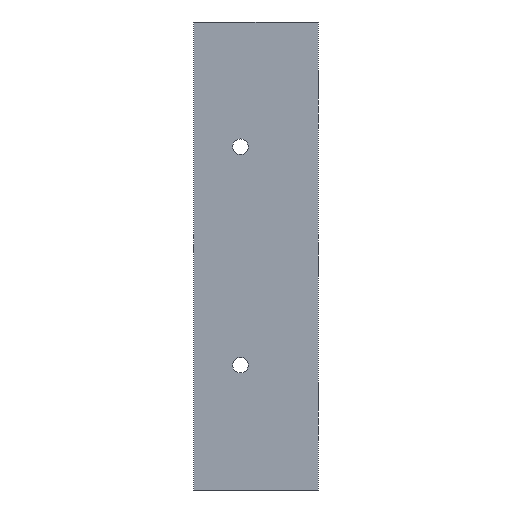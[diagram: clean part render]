
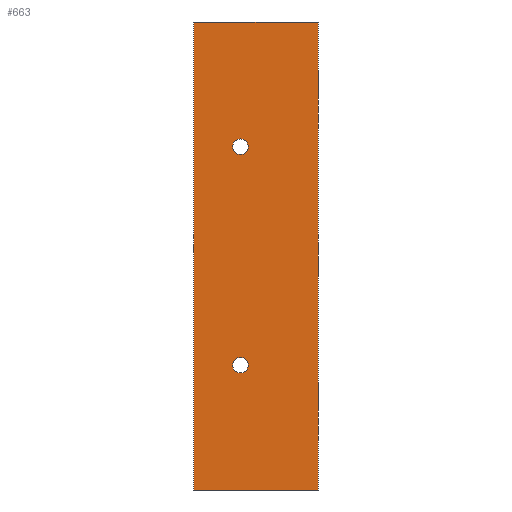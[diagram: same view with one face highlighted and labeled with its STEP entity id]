
A CAD part, front view. The second image highlights one B-rep face of the part: STEP entity #663.
In plain terms, the highlighted planar face has unit normal (0, -1, 0).
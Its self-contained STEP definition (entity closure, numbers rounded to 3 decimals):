
#3 = CARTESIAN_POINT ( 'NONE',  ( 40., 0., 150. ) ) ;
#12 = VERTEX_POINT ( 'NONE', #59 ) ;
#15 = CARTESIAN_POINT ( 'NONE',  ( 0., 0., 0. ) ) ;
#16 = VERTEX_POINT ( 'NONE', #15 ) ;
#18 = DIRECTION ( 'NONE',  ( 0., -1., 0. ) ) ;
#30 = DIRECTION ( 'NONE',  ( 0., -1., 0. ) ) ;
#40 = CARTESIAN_POINT ( 'NONE',  ( 0., 0., 150. ) ) ;
#42 = DIRECTION ( 'NONE',  ( 0., -1., 0. ) ) ;
#45 = DIRECTION ( 'NONE',  ( 0., -1., 0. ) ) ;
#47 = CARTESIAN_POINT ( 'NONE',  ( 15., 0., 112.5 ) ) ;
#48 = DIRECTION ( 'NONE',  ( 0., 0., -1. ) ) ;
#59 = CARTESIAN_POINT ( 'NONE',  ( 15., 0., 37.5 ) ) ;
#66 = CARTESIAN_POINT ( 'NONE',  ( 15., 0., 40. ) ) ;
#68 = DIRECTION ( 'NONE',  ( 0., 0., -1. ) ) ;
#72 = DIRECTION ( 'NONE',  ( 0., 0., -1. ) ) ;
#74 = CARTESIAN_POINT ( 'NONE',  ( 15., 0., 110. ) ) ;
#80 = CARTESIAN_POINT ( 'NONE',  ( 15., 0., 40. ) ) ;
#81 = VERTEX_POINT ( 'NONE', #86 ) ;
#86 = CARTESIAN_POINT ( 'NONE',  ( 40., 0., 0. ) ) ;
#87 = VERTEX_POINT ( 'NONE', #108 ) ;
#89 = CARTESIAN_POINT ( 'NONE',  ( 15., 0., 110. ) ) ;
#103 = VERTEX_POINT ( 'NONE', #3 ) ;
#104 = CARTESIAN_POINT ( 'NONE',  ( 0., 0., 150. ) ) ;
#108 = CARTESIAN_POINT ( 'NONE',  ( 15., 0., 42.5 ) ) ;
#110 = VERTEX_POINT ( 'NONE', #104 ) ;
#113 = VERTEX_POINT ( 'NONE', #127 ) ;
#114 = VERTEX_POINT ( 'NONE', #47 ) ;
#116 = CARTESIAN_POINT ( 'NONE',  ( 40., 0., 150. ) ) ;
#117 = DIRECTION ( 'NONE',  ( 0., 0., -1. ) ) ;
#120 = DIRECTION ( 'NONE',  ( 0., 0., -1. ) ) ;
#124 = DIRECTION ( 'NONE',  ( 0., 0., -1. ) ) ;
#127 = CARTESIAN_POINT ( 'NONE',  ( 15., 0., 107.5 ) ) ;
#137 = CARTESIAN_POINT ( 'NONE',  ( 0., 0., 150. ) ) ;
#169 = DIRECTION ( 'NONE',  ( 0., 1., 0. ) ) ;
#186 = CARTESIAN_POINT ( 'NONE',  ( 0., 0., 150. ) ) ;
#198 = PLANE ( 'NONE',  #634 ) ;
#221 = DIRECTION ( 'NONE',  ( 1., 0., 0. ) ) ;
#227 = DIRECTION ( 'NONE',  ( 1., 0., 0. ) ) ;
#242 = CARTESIAN_POINT ( 'NONE',  ( 0., 0., 0. ) ) ;
#255 = DIRECTION ( 'NONE',  ( 0., 0., 1. ) ) ;
#298 = LINE ( 'NONE', #137, #431 ) ;
#302 = ORIENTED_EDGE ( 'NONE', *, *, #559, .F. ) ;
#319 = ORIENTED_EDGE ( 'NONE', *, *, #579, .T. ) ;
#325 = EDGE_LOOP ( 'NONE', ( #486, #417, #463, #319 ) ) ;
#339 = EDGE_LOOP ( 'NONE', ( #388, #478 ) ) ;
#342 = LINE ( 'NONE', #116, #487 ) ;
#352 = LINE ( 'NONE', #242, #391 ) ;
#353 = FACE_BOUND ( 'NONE', #434, .T. ) ;
#355 = CIRCLE ( 'NONE', #580, 2.5 ) ;
#359 = VECTOR ( 'NONE', #72, 1000. ) ;
#372 = FACE_BOUND ( 'NONE', #339, .T. ) ;
#374 = FACE_OUTER_BOUND ( 'NONE', #325, .T. ) ;
#379 = CIRCLE ( 'NONE', #568, 2.5 ) ;
#384 = CIRCLE ( 'NONE', #586, 2.5 ) ;
#388 = ORIENTED_EDGE ( 'NONE', *, *, #590, .F. ) ;
#391 = VECTOR ( 'NONE', #227, 1000. ) ;
#406 = CIRCLE ( 'NONE', #594, 2.5 ) ;
#417 = ORIENTED_EDGE ( 'NONE', *, *, #577, .F. ) ;
#431 = VECTOR ( 'NONE', #221, 1000. ) ;
#434 = EDGE_LOOP ( 'NONE', ( #302, #444 ) ) ;
#444 = ORIENTED_EDGE ( 'NONE', *, *, #570, .F. ) ;
#450 = LINE ( 'NONE', #40, #359 ) ;
#463 = ORIENTED_EDGE ( 'NONE', *, *, #644, .F. ) ;
#478 = ORIENTED_EDGE ( 'NONE', *, *, #556, .F. ) ;
#486 = ORIENTED_EDGE ( 'NONE', *, *, #616, .T. ) ;
#487 = VECTOR ( 'NONE', #48, 1000. ) ;
#556 = EDGE_CURVE ( 'NONE', #114, #113, #384, .T. ) ;
#559 = EDGE_CURVE ( 'NONE', #12, #87, #355, .T. ) ;
#568 = AXIS2_PLACEMENT_3D ( 'NONE', #66, #18, #68 ) ;
#570 = EDGE_CURVE ( 'NONE', #87, #12, #379, .T. ) ;
#577 = EDGE_CURVE ( 'NONE', #103, #81, #342, .T. ) ;
#579 = EDGE_CURVE ( 'NONE', #110, #16, #450, .T. ) ;
#580 = AXIS2_PLACEMENT_3D ( 'NONE', #80, #30, #117 ) ;
#586 = AXIS2_PLACEMENT_3D ( 'NONE', #74, #42, #124 ) ;
#590 = EDGE_CURVE ( 'NONE', #113, #114, #406, .T. ) ;
#594 = AXIS2_PLACEMENT_3D ( 'NONE', #89, #45, #120 ) ;
#616 = EDGE_CURVE ( 'NONE', #16, #81, #352, .T. ) ;
#634 = AXIS2_PLACEMENT_3D ( 'NONE', #186, #169, #255 ) ;
#644 = EDGE_CURVE ( 'NONE', #110, #103, #298, .T. ) ;
#663 = ADVANCED_FACE ( 'NONE', ( #372, #353, #374 ), #198, .F. ) ;
